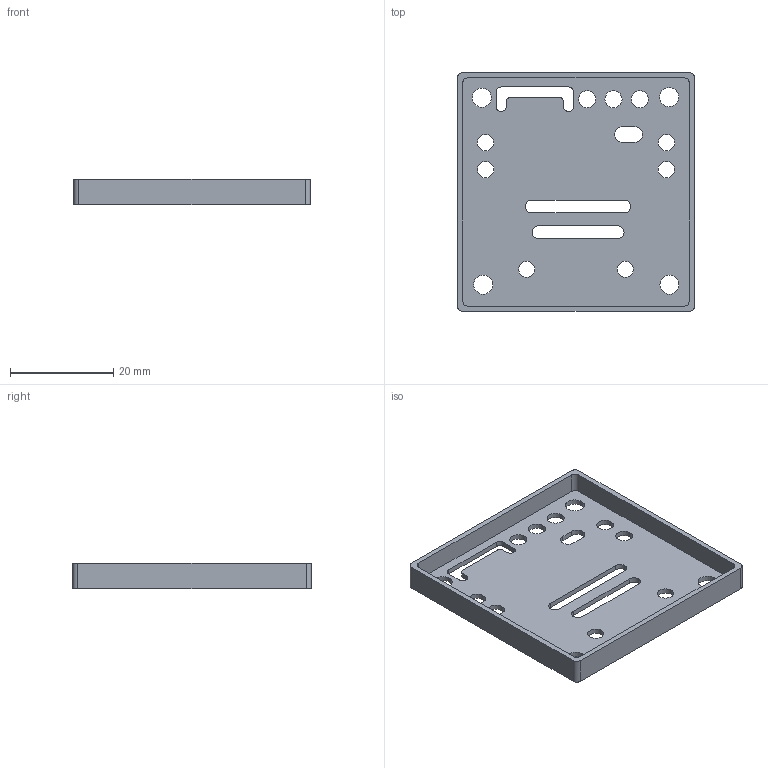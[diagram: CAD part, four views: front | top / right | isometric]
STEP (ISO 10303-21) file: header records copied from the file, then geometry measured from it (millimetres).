
FILE_DESCRIPTION(/* description */ (''),/* implementation_level */ '2;1');
FILE_NAME(/* name */ 'a.step',/* time_stamp */ '2024-06-08T14:50:32-04:00',/* author */ (''),/* organization */ (''),/* preprocessor_version */ 'ST-DEVELOPER v20',/* originating_system */ 'Autodesk Translation Framework v13.14.0.145',/* authorisation */ '');
FILE_SCHEMA (('AUTOMOTIVE_DESIGN { 1 0 10303 214 3 1 1 }'));
Length unit declared in the file: millimetre
Products named in the file (1): Enclosure
Bounding box: 45.8 x 46.2 x 4.9 mm (x, y, z)
Volume: 2554.7 mm3; surface area: 5553.6 mm2
Topology: 1 solids, 1 shells, 56 faces, 159 edges, 106 vertices
Faces by surface type: cylinder 33, plane 23
Full cylindrical faces by diameter (mm): 3.11 x2, 3.2 x4, 3.3 x3, 3.7 x4
Entity records: 1950 total; most frequent: DIRECTION 339, CARTESIAN_POINT 322, ORIENTED_EDGE 318, EDGE_CURVE 159, AXIS2_PLACEMENT_3D 123, VERTEX_POINT 106, LINE 93, VECTOR 93
